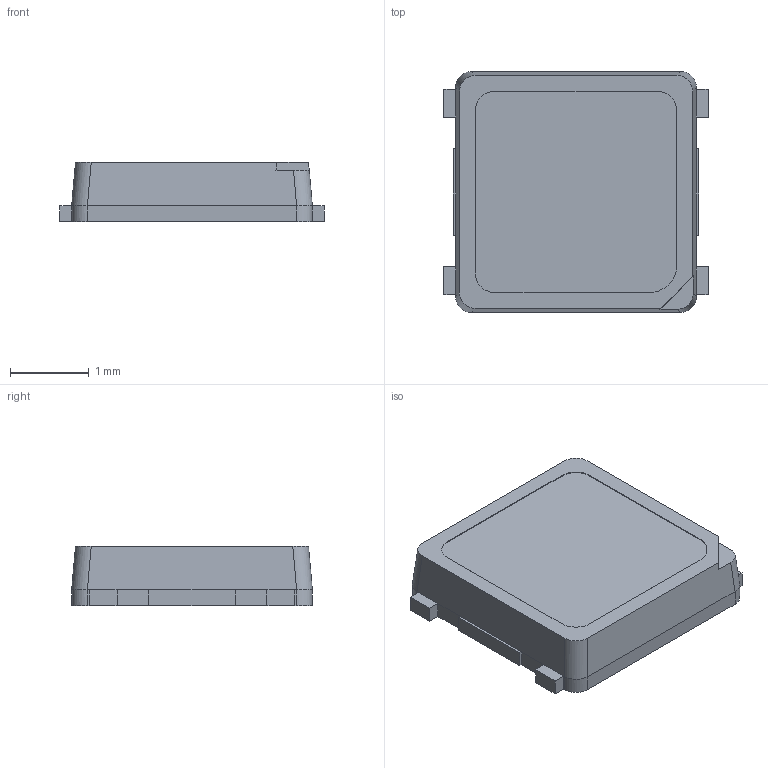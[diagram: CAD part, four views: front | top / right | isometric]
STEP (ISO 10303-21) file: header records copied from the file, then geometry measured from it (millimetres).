
FILE_DESCRIPTION(/* description */ ('STEP AP203'),/* implementation_level */ '2;1');
FILE_NAME(/* name */ 'LM301H v2.step',/* time_stamp */ '2025-04-17T18:20:45+02:00',/* author */ (''),/* organization */ (''),/* preprocessor_version */ 'ST-DEVELOPER v20.1',/* originating_system */ 'Autodesk Translation Framework v14.4.0.0',/* authorisation */ '');
FILE_SCHEMA (('AUTOMOTIVE_DESIGN { 1 0 10303 214 3 1 1 }'));
Length unit declared in the file: millimetre
Products named in the file (1): LM302C_rev01
Bounding box: 3.35 x 3.05 x 0.75 mm (x, y, z)
Volume: 6.8 mm3; surface area: 27.7 mm2
Topology: 1 solids, 1 shells, 67 faces, 258 edges, 194 vertices
Faces by surface type: plane 55, cylinder 12
Entity records: 3025 total; most frequent: CARTESIAN_POINT 790, ORIENTED_EDGE 516, DIRECTION 368, EDGE_CURVE 258, VERTEX_POINT 194, LINE 148, VECTOR 148, AXIS2_PLACEMENT_3D 110
